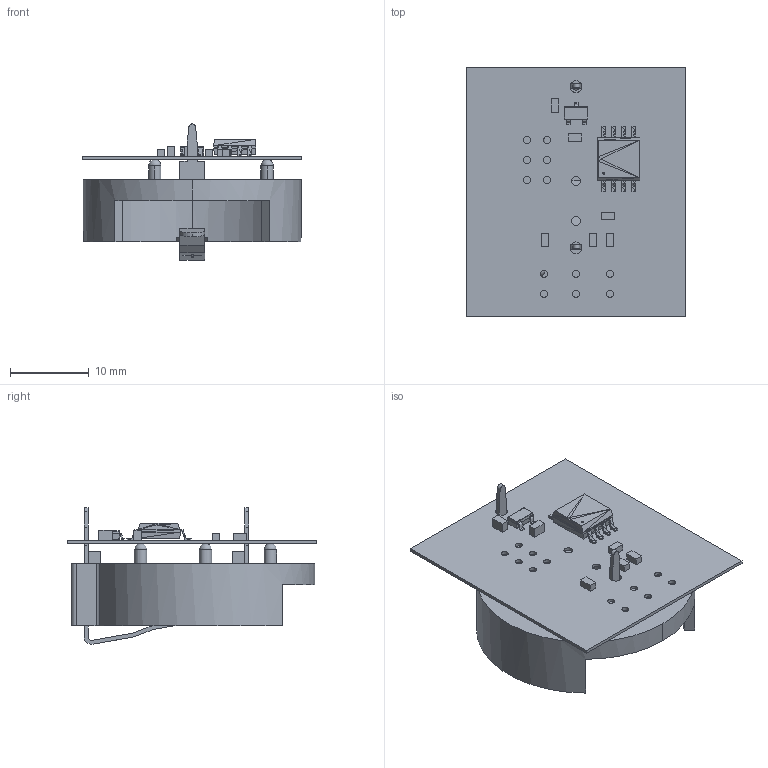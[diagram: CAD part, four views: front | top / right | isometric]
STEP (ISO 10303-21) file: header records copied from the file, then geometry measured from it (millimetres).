
FILE_DESCRIPTION(('Open CASCADE Model'),'2;1');
FILE_NAME('Open CASCADE Shape Model','2018-11-28T01:08:51',('Author'),( 'Open CASCADE'),'Open CASCADE STEP processor 6.8','Open CASCADE 6.8' ,'Unknown');
FILE_SCHEMA(('AUTOMOTIVE_DESIGN { 1 0 10303 214 1 1 1 1 }'));
Length unit declared in the file: millimetre
Products named in the file (24): PCB; Board; *; keystone-PN1025-7; U1; SOT23-3; 5808185472; Extruded; R3; 5808185088; R2; R1; R4; 5808184896; C2; 5808185280; C1; 5808184704; ATTiny85; 8S2
Assembly tree (25 placements, depth 4):
  PCB
    Board
    *
      keystone-PN1025-7
    U1
      SOT23-3
      5808185472
        Extruded
    R3
      5808185088
        Extruded
    R2
      5808185088
        Extruded
    R1
      5808185088
        Extruded
    R4
      5808184896
        Extruded
    C2
      5808185280
        Extruded
    C1
      5808184704
        Extruded
    ATTiny85
      8S2
Bounding box: 27.94 x 31.75 x 17.34 mm (x, y, z)
Volume: 2141 mm3; surface area: 4656.6 mm2
Topology: 13 solids, 409 shells, 669 faces, 1888 edges, 1643 vertices
Faces by surface type: plane 571, bspline 48, cylinder 45, sphere 3, cone 2
Full cylindrical faces by diameter (mm): 0.9 x12, 1.1 x2, 1.524 x2
Entity records: 27828 total; most frequent: CARTESIAN_POINT 6330, DIRECTION 3092, ORIENTED_EDGE 2534, EDGE_CURVE 1861, VERTEX_POINT 1627, LINE 1620, VECTOR 1620, AXIS2_PLACEMENT_3D 736
